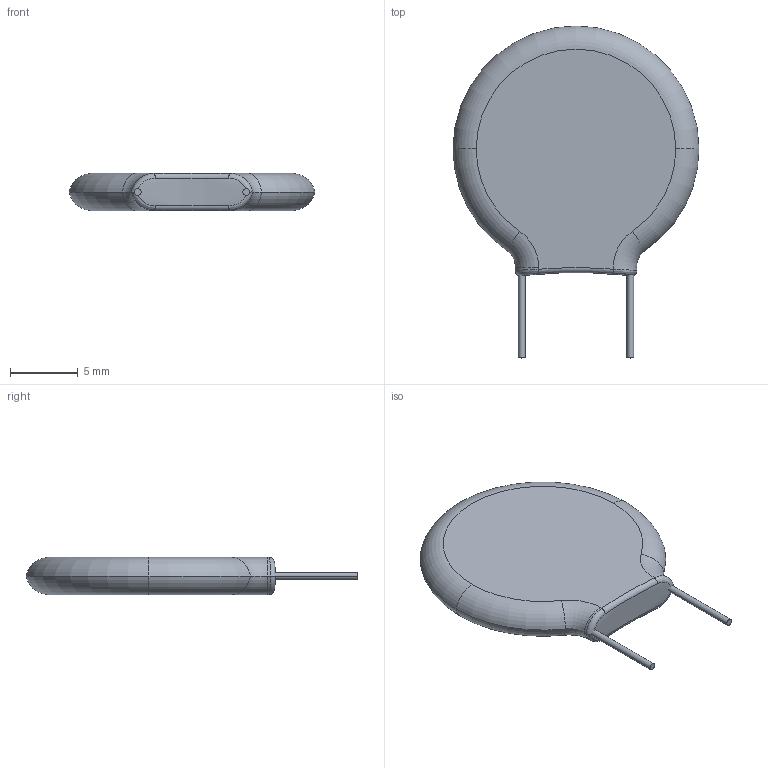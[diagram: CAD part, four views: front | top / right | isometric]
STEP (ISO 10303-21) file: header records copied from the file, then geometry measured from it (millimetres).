
FILE_DESCRIPTION (( 'STEP AP214' ), '1' );
FILE_NAME ('Hitano 47nF 2kV (D18.2mm).STEP', '2024-09-03T11:47:08', ( '' ), ( '' ), 'SwSTEP 2.0', 'SolidWorks 2021', '' );
FILE_SCHEMA (( 'AUTOMOTIVE_DESIGN' ));
Length unit declared in the file: millimetre
Products named in the file (1): Hitano 47nF 2kV (D18.2mm)
Bounding box: 18.12 x 24.45 x 2.75 mm (x, y, z)
Volume: 665.8 mm3; surface area: 631.6 mm2
Topology: 3 solids, 3 shells, 190 faces, 513 edges, 337 vertices
Faces by surface type: plane 90, bspline 77, torus 18, cylinder 5
Entity records: 9512 total; most frequent: CARTESIAN_POINT 3641, ORIENTED_EDGE 1026, DIRECTION 515, EDGE_CURVE 513, VERTEX_POINT 337, B_SPLINE_CURVE_WITH_KNOTS 278, EDGE_LOOP 198, ADVANCED_FACE 190
